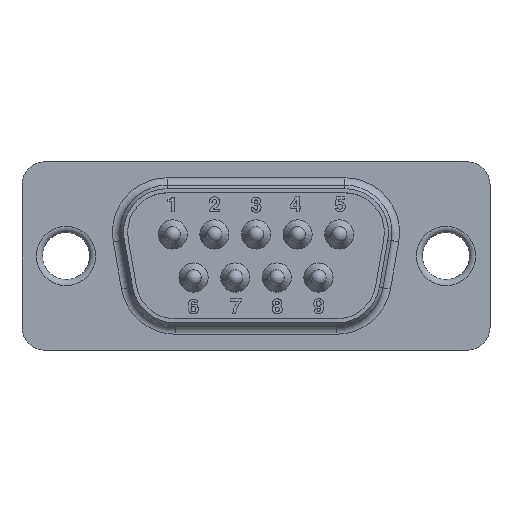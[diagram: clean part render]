
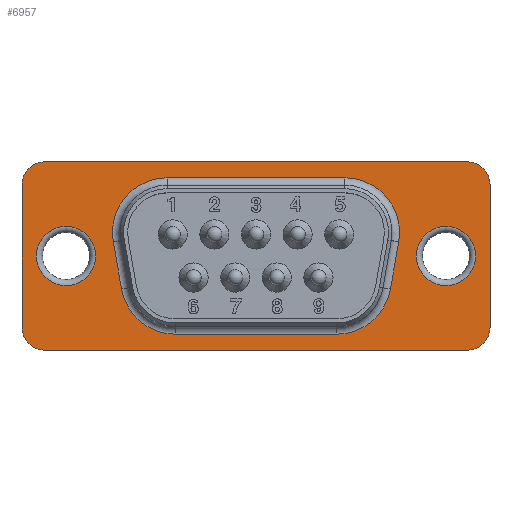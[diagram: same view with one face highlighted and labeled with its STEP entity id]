
A CAD part, top view. The second image highlights one B-rep face of the part: STEP entity #6957.
In plain terms, the highlighted face is planar.
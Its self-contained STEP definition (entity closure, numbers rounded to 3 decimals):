
#353=CIRCLE('',#7679,1.95);
#355=CIRCLE('',#7681,1.95);
#356=CIRCLE('',#7683,1.5);
#357=CIRCLE('',#7684,1.5);
#358=CIRCLE('',#7685,1.5);
#359=CIRCLE('',#7686,1.5);
#360=CIRCLE('',#7687,1.95);
#361=CIRCLE('',#7688,1.95);
#362=CIRCLE('',#7689,3.6);
#363=CIRCLE('',#7690,3.6);
#364=CIRCLE('',#7691,3.6);
#365=CIRCLE('',#7692,3.6);
#596=FACE_BOUND('',#1690,.T.);
#597=FACE_BOUND('',#1691,.T.);
#598=FACE_BOUND('',#1692,.T.);
#798=PLANE('',#7682);
#1225=FACE_OUTER_BOUND('',#1689,.T.);
#1689=EDGE_LOOP('',(#6333,#6334,#6335,#6336,#6337,#6338,#6339,#6340));
#1690=EDGE_LOOP('',(#6341,#6342));
#1691=EDGE_LOOP('',(#6343,#6344,#6345,#6346,#6347,#6348,#6349,#6350));
#1692=EDGE_LOOP('',(#6351,#6352));
#2297=LINE('',#15344,#2910);
#2298=LINE('',#15348,#2911);
#2299=LINE('',#15352,#2912);
#2300=LINE('',#15355,#2913);
#2301=LINE('',#15362,#2914);
#2302=LINE('',#15366,#2915);
#2303=LINE('',#15370,#2916);
#2304=LINE('',#15374,#2917);
#2910=VECTOR('',#9492,10.);
#2911=VECTOR('',#9495,10.);
#2912=VECTOR('',#9498,10.);
#2913=VECTOR('',#9501,10.);
#2914=VECTOR('',#9506,10.);
#2915=VECTOR('',#9509,10.);
#2916=VECTOR('',#9512,10.);
#2917=VECTOR('',#9515,10.);
#3565=VERTEX_POINT('',#15334);
#3566=VERTEX_POINT('',#15335);
#3567=VERTEX_POINT('',#15340);
#3568=VERTEX_POINT('',#15341);
#3569=VERTEX_POINT('',#15343);
#3570=VERTEX_POINT('',#15345);
#3571=VERTEX_POINT('',#15347);
#3572=VERTEX_POINT('',#15349);
#3573=VERTEX_POINT('',#15351);
#3574=VERTEX_POINT('',#15353);
#3575=VERTEX_POINT('',#15356);
#3576=VERTEX_POINT('',#15357);
#3577=VERTEX_POINT('',#15360);
#3578=VERTEX_POINT('',#15361);
#3579=VERTEX_POINT('',#15363);
#3580=VERTEX_POINT('',#15365);
#3581=VERTEX_POINT('',#15367);
#3582=VERTEX_POINT('',#15369);
#3583=VERTEX_POINT('',#15371);
#3584=VERTEX_POINT('',#15373);
#4497=EDGE_CURVE('',#3565,#3566,#353,.T.);
#4499=EDGE_CURVE('',#3566,#3565,#355,.T.);
#4500=EDGE_CURVE('',#3567,#3568,#356,.T.);
#4501=EDGE_CURVE('',#3569,#3567,#2297,.T.);
#4502=EDGE_CURVE('',#3570,#3569,#357,.T.);
#4503=EDGE_CURVE('',#3571,#3570,#2298,.T.);
#4504=EDGE_CURVE('',#3572,#3571,#358,.T.);
#4505=EDGE_CURVE('',#3573,#3572,#2299,.T.);
#4506=EDGE_CURVE('',#3574,#3573,#359,.T.);
#4507=EDGE_CURVE('',#3568,#3574,#2300,.T.);
#4508=EDGE_CURVE('',#3575,#3576,#360,.T.);
#4509=EDGE_CURVE('',#3576,#3575,#361,.T.);
#4510=EDGE_CURVE('',#3577,#3578,#2301,.T.);
#4511=EDGE_CURVE('',#3579,#3577,#362,.T.);
#4512=EDGE_CURVE('',#3580,#3579,#2302,.T.);
#4513=EDGE_CURVE('',#3581,#3580,#363,.T.);
#4514=EDGE_CURVE('',#3582,#3581,#2303,.T.);
#4515=EDGE_CURVE('',#3583,#3582,#364,.T.);
#4516=EDGE_CURVE('',#3584,#3583,#2304,.T.);
#4517=EDGE_CURVE('',#3578,#3584,#365,.T.);
#6333=ORIENTED_EDGE('',*,*,#4500,.F.);
#6334=ORIENTED_EDGE('',*,*,#4501,.F.);
#6335=ORIENTED_EDGE('',*,*,#4502,.F.);
#6336=ORIENTED_EDGE('',*,*,#4503,.F.);
#6337=ORIENTED_EDGE('',*,*,#4504,.F.);
#6338=ORIENTED_EDGE('',*,*,#4505,.F.);
#6339=ORIENTED_EDGE('',*,*,#4506,.F.);
#6340=ORIENTED_EDGE('',*,*,#4507,.F.);
#6341=ORIENTED_EDGE('',*,*,#4508,.F.);
#6342=ORIENTED_EDGE('',*,*,#4509,.F.);
#6343=ORIENTED_EDGE('',*,*,#4510,.F.);
#6344=ORIENTED_EDGE('',*,*,#4511,.F.);
#6345=ORIENTED_EDGE('',*,*,#4512,.F.);
#6346=ORIENTED_EDGE('',*,*,#4513,.F.);
#6347=ORIENTED_EDGE('',*,*,#4514,.F.);
#6348=ORIENTED_EDGE('',*,*,#4515,.F.);
#6349=ORIENTED_EDGE('',*,*,#4516,.F.);
#6350=ORIENTED_EDGE('',*,*,#4517,.F.);
#6351=ORIENTED_EDGE('',*,*,#4497,.F.);
#6352=ORIENTED_EDGE('',*,*,#4499,.F.);
#6957=ADVANCED_FACE('',(#1225,#596,#597,#598),#798,.F.);
#7679=AXIS2_PLACEMENT_3D('',#15336,#9482,#9483);
#7681=AXIS2_PLACEMENT_3D('',#15338,#9486,#9487);
#7682=AXIS2_PLACEMENT_3D('',#15339,#9488,#9489);
#7683=AXIS2_PLACEMENT_3D('',#15342,#9490,#9491);
#7684=AXIS2_PLACEMENT_3D('',#15346,#9493,#9494);
#7685=AXIS2_PLACEMENT_3D('',#15350,#9496,#9497);
#7686=AXIS2_PLACEMENT_3D('',#15354,#9499,#9500);
#7687=AXIS2_PLACEMENT_3D('',#15358,#9502,#9503);
#7688=AXIS2_PLACEMENT_3D('',#15359,#9504,#9505);
#7689=AXIS2_PLACEMENT_3D('',#15364,#9507,#9508);
#7690=AXIS2_PLACEMENT_3D('',#15368,#9510,#9511);
#7691=AXIS2_PLACEMENT_3D('',#15372,#9513,#9514);
#7692=AXIS2_PLACEMENT_3D('',#15375,#9516,#9517);
#9482=DIRECTION('center_axis',(0.,0.,-1.));
#9483=DIRECTION('ref_axis',(-1.,0.,0.));
#9486=DIRECTION('center_axis',(0.,0.,-1.));
#9487=DIRECTION('ref_axis',(-1.,0.,0.));
#9488=DIRECTION('center_axis',(0.,0.,1.));
#9489=DIRECTION('ref_axis',(1.,0.,0.));
#9490=DIRECTION('center_axis',(0.,0.,1.));
#9491=DIRECTION('ref_axis',(-0.707,0.707,0.));
#9492=DIRECTION('',(-1.,0.,0.));
#9493=DIRECTION('center_axis',(0.,0.,1.));
#9494=DIRECTION('ref_axis',(0.707,0.707,0.));
#9495=DIRECTION('',(0.,1.,0.));
#9496=DIRECTION('center_axis',(0.,0.,1.));
#9497=DIRECTION('ref_axis',(0.707,-0.707,0.));
#9498=DIRECTION('',(1.,0.,0.));
#9499=DIRECTION('center_axis',(0.,0.,1.));
#9500=DIRECTION('ref_axis',(-0.707,-0.707,0.));
#9501=DIRECTION('',(0.,-1.,0.));
#9502=DIRECTION('center_axis',(0.,0.,-1.));
#9503=DIRECTION('ref_axis',(-1.,0.,0.));
#9504=DIRECTION('center_axis',(0.,0.,-1.));
#9505=DIRECTION('ref_axis',(-1.,0.,0.));
#9506=DIRECTION('',(-1.,0.,0.));
#9507=DIRECTION('center_axis',(0.,0.,-1.));
#9508=DIRECTION('ref_axis',(0.643,-0.766,0.));
#9509=DIRECTION('',(-0.174,-0.985,0.));
#9510=DIRECTION('center_axis',(0.,0.,-1.));
#9511=DIRECTION('ref_axis',(0.766,0.643,0.));
#9512=DIRECTION('',(1.,0.,0.));
#9513=DIRECTION('center_axis',(0.,0.,-1.));
#9514=DIRECTION('ref_axis',(-0.766,0.643,0.));
#9515=DIRECTION('',(-0.174,0.985,0.));
#9516=DIRECTION('center_axis',(0.,0.,-1.));
#9517=DIRECTION('ref_axis',(-0.643,-0.766,0.));
#15334=CARTESIAN_POINT('',(14.45,0.,-0.5));
#15335=CARTESIAN_POINT('',(10.55,0.,-0.5));
#15336=CARTESIAN_POINT('Origin',(12.5,0.,-0.5));
#15338=CARTESIAN_POINT('Origin',(12.5,0.,-0.5));
#15339=CARTESIAN_POINT('Origin',(7.959,0.035,-0.5));
#15340=CARTESIAN_POINT('',(-13.9,6.2,-0.5));
#15341=CARTESIAN_POINT('',(-15.4,4.7,-0.5));
#15342=CARTESIAN_POINT('Origin',(-13.9,4.7,-0.5));
#15343=CARTESIAN_POINT('',(13.9,6.2,-0.5));
#15344=CARTESIAN_POINT('',(15.4,6.2,-0.5));
#15345=CARTESIAN_POINT('',(15.4,4.7,-0.5));
#15346=CARTESIAN_POINT('Origin',(13.9,4.7,-0.5));
#15347=CARTESIAN_POINT('',(15.4,-4.7,-0.5));
#15348=CARTESIAN_POINT('',(15.4,-6.2,-0.5));
#15349=CARTESIAN_POINT('',(13.9,-6.2,-0.5));
#15350=CARTESIAN_POINT('Origin',(13.9,-4.7,-0.5));
#15351=CARTESIAN_POINT('',(-13.9,-6.2,-0.5));
#15352=CARTESIAN_POINT('',(-15.4,-6.2,-0.5));
#15353=CARTESIAN_POINT('',(-15.4,-4.7,-0.5));
#15354=CARTESIAN_POINT('Origin',(-13.9,-4.7,-0.5));
#15355=CARTESIAN_POINT('',(-15.4,6.2,-0.5));
#15356=CARTESIAN_POINT('',(-10.55,0.,-0.5));
#15357=CARTESIAN_POINT('',(-14.45,0.,-0.5));
#15358=CARTESIAN_POINT('Origin',(-12.5,0.,-0.5));
#15359=CARTESIAN_POINT('Origin',(-12.5,0.,-0.5));
#15360=CARTESIAN_POINT('',(5.303,-5.15,-0.5));
#15361=CARTESIAN_POINT('',(-5.303,-5.15,-0.5));
#15362=CARTESIAN_POINT('',(3.98,-5.15,-0.5));
#15363=CARTESIAN_POINT('',(8.849,-2.175,-0.5));
#15364=CARTESIAN_POINT('Origin',(5.303,-1.55,-0.5));
#15365=CARTESIAN_POINT('',(9.395,0.925,-0.5));
#15366=CARTESIAN_POINT('',(9.024,-1.18,-0.5));
#15367=CARTESIAN_POINT('',(5.85,5.15,-0.5));
#15368=CARTESIAN_POINT('Origin',(5.85,1.55,-0.5));
#15369=CARTESIAN_POINT('',(-5.85,5.15,-0.5));
#15370=CARTESIAN_POINT('',(3.98,5.15,-0.5));
#15371=CARTESIAN_POINT('',(-9.395,0.925,-0.5));
#15372=CARTESIAN_POINT('Origin',(-5.85,1.55,-0.5));
#15373=CARTESIAN_POINT('',(-8.849,-2.175,-0.5));
#15374=CARTESIAN_POINT('',(-9.058,-0.991,-0.5));
#15375=CARTESIAN_POINT('Origin',(-5.303,-1.55,-0.5));
